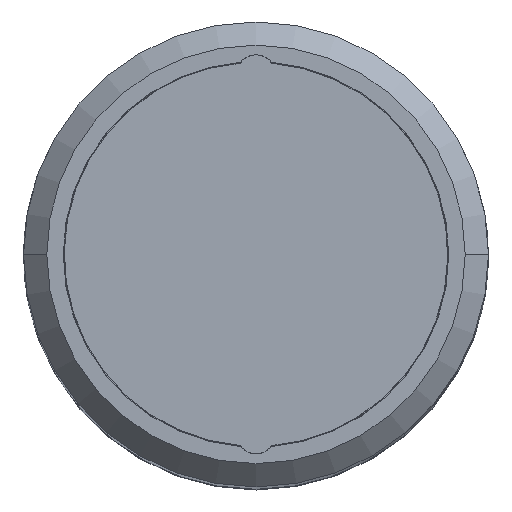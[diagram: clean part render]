
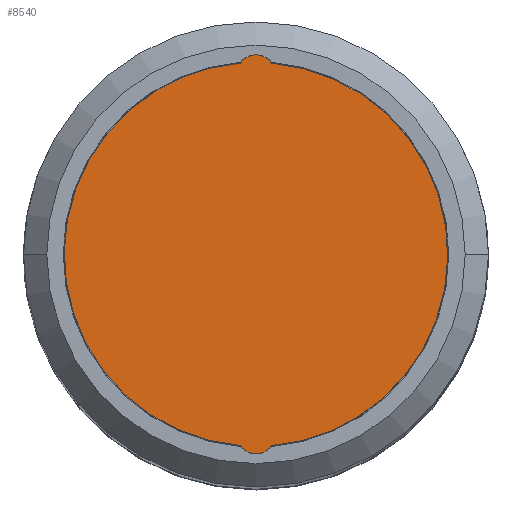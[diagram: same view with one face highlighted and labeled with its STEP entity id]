
A CAD part, top view. The second image highlights one B-rep face of the part: STEP entity #8540.
In plain terms, the highlighted face is planar.
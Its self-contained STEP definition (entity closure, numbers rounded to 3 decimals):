
#7289=CARTESIAN_POINT('',(4.65,0.,0.));
#7290=DIRECTION('',(0.,0.,-1.));
#7291=DIRECTION('',(0.566,0.825,0.));
#7292=AXIS2_PLACEMENT_3D('',#7289,#7290,#7291);
#7297=CARTESIAN_POINT('',(0.,0.,0.));
#7298=DIRECTION('',(0.,0.,-1.));
#7299=DIRECTION('',(-0.855,0.519,0.));
#7300=AXIS2_PLACEMENT_3D('',#7297,#7298,#7299);
#7305=CARTESIAN_POINT('',(0.,0.,0.));
#7306=DIRECTION('',(0.,0.,-1.));
#7307=DIRECTION('',(-0.997,0.083,0.));
#7308=AXIS2_PLACEMENT_3D('',#7305,#7306,#7307);
#7313=CARTESIAN_POINT('',(-4.65,0.,0.));
#7314=DIRECTION('',(0.,0.,-1.));
#7315=DIRECTION('',(-0.566,-0.825,0.));
#7316=AXIS2_PLACEMENT_3D('',#7313,#7314,#7315);
#7321=CARTESIAN_POINT('',(0.,0.,0.));
#7322=DIRECTION('',(0.,0.,-1.));
#7323=DIRECTION('',(0.855,-0.519,0.));
#7324=AXIS2_PLACEMENT_3D('',#7321,#7322,#7323);
#7329=CARTESIAN_POINT('',(0.,0.,0.));
#7330=DIRECTION('',(0.,0.,-1.));
#7331=DIRECTION('',(0.997,-0.083,0.));
#7332=AXIS2_PLACEMENT_3D('',#7329,#7330,#7331);
#7441=CARTESIAN_POINT('',(4.933,0.412,0.));
#7442=CARTESIAN_POINT('',(4.933,-0.412,0.));
#7443=VERTEX_POINT('',#7441);
#7444=VERTEX_POINT('',#7442);
#7445=CARTESIAN_POINT('',(-4.933,-0.412,0.));
#7446=CARTESIAN_POINT('',(-4.933,0.412,0.));
#7447=VERTEX_POINT('',#7445);
#7448=VERTEX_POINT('',#7446);
#7552=CARTESIAN_POINT('',(-4.232,2.568,0.));
#7554=VERTEX_POINT('',#7552);
#7556=CARTESIAN_POINT('',(4.232,-2.568,0.));
#7558=VERTEX_POINT('',#7556);
#8525=CARTESIAN_POINT('',(0.,0.,0.));
#8526=DIRECTION('',(0.,0.,1.));
#8527=DIRECTION('',(1.,0.,0.));
#8528=AXIS2_PLACEMENT_3D('',#8525,#8526,#8527);
#8529=PLANE('',#8528);
#8531=ORIENTED_EDGE('',*,*,#8530,.F.);
#8532=ORIENTED_EDGE('',*,*,#8471,.F.);
#8533=ORIENTED_EDGE('',*,*,#8512,.F.);
#8535=ORIENTED_EDGE('',*,*,#8534,.F.);
#8536=ORIENTED_EDGE('',*,*,#8502,.F.);
#8537=ORIENTED_EDGE('',*,*,#8481,.F.);
#8538=EDGE_LOOP('',(#8531,#8532,#8533,#8535,#8536,#8537));
#8539=FACE_OUTER_BOUND('',#8538,.F.);
#8540=ADVANCED_FACE('',(#8539),#8529,.F.);
#7293=CIRCLE('',#7292,0.5);
#7301=CIRCLE('',#7300,4.95);
#7309=CIRCLE('',#7308,4.95);
#7317=CIRCLE('',#7316,0.5);
#7325=CIRCLE('',#7324,4.95);
#7333=CIRCLE('',#7332,4.95);
#8471=EDGE_CURVE('',#7554,#7443,#7301,.T.);
#8481=EDGE_CURVE('',#7444,#7558,#7333,.T.);
#8502=EDGE_CURVE('',#7558,#7447,#7325,.T.);
#8512=EDGE_CURVE('',#7448,#7554,#7309,.T.);
#8530=EDGE_CURVE('',#7443,#7444,#7293,.T.);
#8534=EDGE_CURVE('',#7447,#7448,#7317,.T.);
